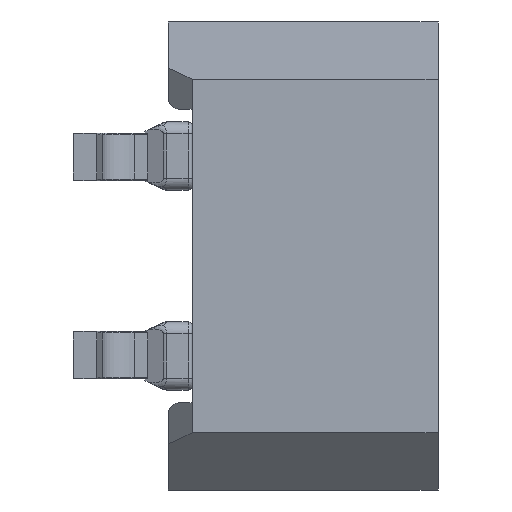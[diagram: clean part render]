
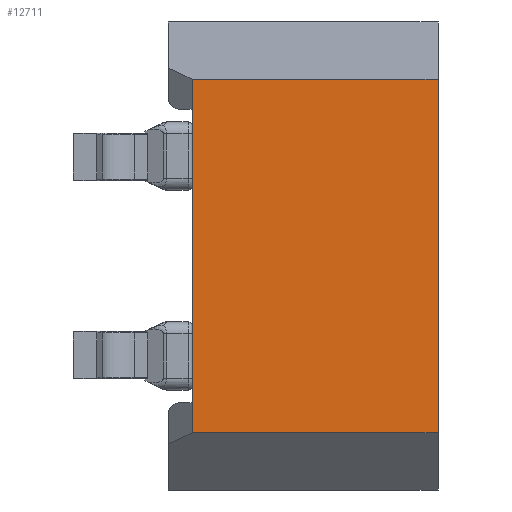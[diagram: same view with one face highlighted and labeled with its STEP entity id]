
A CAD part, left-side view. The second image highlights one B-rep face of the part: STEP entity #12711.
In plain terms, the highlighted planar face has unit normal (-1, 0, 0).
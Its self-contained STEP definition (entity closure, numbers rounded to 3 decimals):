
#62=DIRECTION('',(0.,0.,1.));
#63=VECTOR('',#62,4.459);
#64=CARTESIAN_POINT('',(-3.5,0.,-2.23));
#65=LINE('',#64,#63);
#1552=DIRECTION('',(0.,1.,0.));
#1553=VECTOR('',#1552,3.1);
#1554=CARTESIAN_POINT('',(-3.5,0.,2.23));
#1555=LINE('',#1554,#1553);
#1556=DIRECTION('',(0.,0.,1.));
#1557=VECTOR('',#1556,0.38);
#1558=CARTESIAN_POINT('',(-3.5,3.1,-2.23));
#1559=LINE('',#1558,#1557);
#1560=DIRECTION('',(0.,0.,-1.));
#1561=VECTOR('',#1560,3.7);
#1562=CARTESIAN_POINT('',(-3.5,3.1,1.85));
#1563=LINE('',#1562,#1561);
#1564=DIRECTION('',(0.,0.,1.));
#1565=VECTOR('',#1564,0.38);
#1566=CARTESIAN_POINT('',(-3.5,3.1,1.85));
#1567=LINE('',#1566,#1565);
#1568=DIRECTION('',(0.,1.,0.));
#1569=VECTOR('',#1568,3.1);
#1570=CARTESIAN_POINT('',(-3.5,0.,-2.23));
#1571=LINE('',#1570,#1569);
#9206=CARTESIAN_POINT('',(-3.5,0.,-2.23));
#9207=CARTESIAN_POINT('',(-3.5,0.,2.23));
#9208=VERTEX_POINT('',#9206);
#9209=VERTEX_POINT('',#9207);
#9254=CARTESIAN_POINT('',(-3.5,3.1,-2.23));
#9255=CARTESIAN_POINT('',(-3.5,3.1,-1.85));
#9256=VERTEX_POINT('',#9254);
#9257=VERTEX_POINT('',#9255);
#9262=CARTESIAN_POINT('',(-3.5,3.1,2.23));
#9263=VERTEX_POINT('',#9262);
#9269=CARTESIAN_POINT('',(-3.5,3.1,1.85));
#9271=VERTEX_POINT('',#9269);
#12697=CARTESIAN_POINT('',(-3.5,0.,-2.23));
#12698=DIRECTION('',(-1.,0.,0.));
#12699=DIRECTION('',(0.,0.,1.));
#12700=AXIS2_PLACEMENT_3D('',#12697,#12698,#12699);
#12701=PLANE('',#12700);
#12702=ORIENTED_EDGE('',*,*,#12382,.T.);
#12704=ORIENTED_EDGE('',*,*,#12703,.F.);
#12705=ORIENTED_EDGE('',*,*,#12680,.T.);
#12706=ORIENTED_EDGE('',*,*,#12662,.F.);
#12707=ORIENTED_EDGE('',*,*,#11645,.F.);
#12708=ORIENTED_EDGE('',*,*,#12356,.T.);
#12709=EDGE_LOOP('',(#12702,#12704,#12705,#12706,#12707,#12708));
#12710=FACE_OUTER_BOUND('',#12709,.F.);
#11645=EDGE_CURVE('',#9208,#9209,#65,.T.);
#12356=EDGE_CURVE('',#9208,#9256,#1571,.T.);
#12382=EDGE_CURVE('',#9256,#9257,#1559,.T.);
#12662=EDGE_CURVE('',#9209,#9263,#1555,.T.);
#12680=EDGE_CURVE('',#9271,#9263,#1567,.T.);
#12703=EDGE_CURVE('',#9271,#9257,#1563,.T.);
#12711=ADVANCED_FACE('',(#12710),#12701,.T.);
